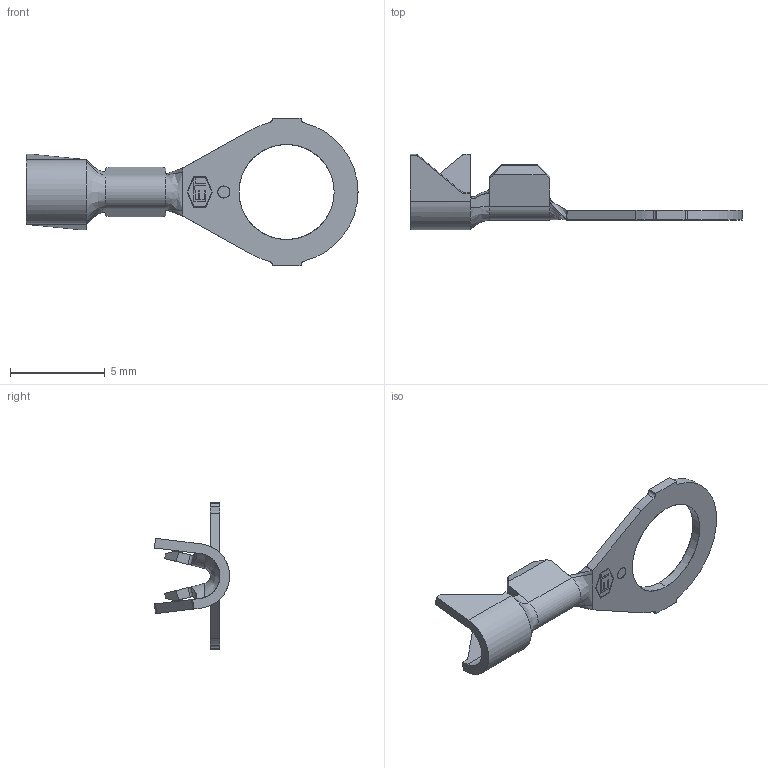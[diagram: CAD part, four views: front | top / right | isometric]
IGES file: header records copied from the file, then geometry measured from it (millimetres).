
Start section: SolidWorks IGES file using analytic representation for surfaces
Global section: file name: 01472.IGS; native system: SolidWorks 2014; preprocessor: SolidWorks 2014; author: sjohnson; date: 150206.112054; units: inch
Bounding box: 17.48 x 3.96 x 7.77 mm (x, y, z)
Surface area: 198.2 mm2 (no closed solid volume)
Topology: 0 solids, 0 shells, 157 faces, 1090 edges, 1084 vertices
Faces by surface type: bspline 126, revolution 31
